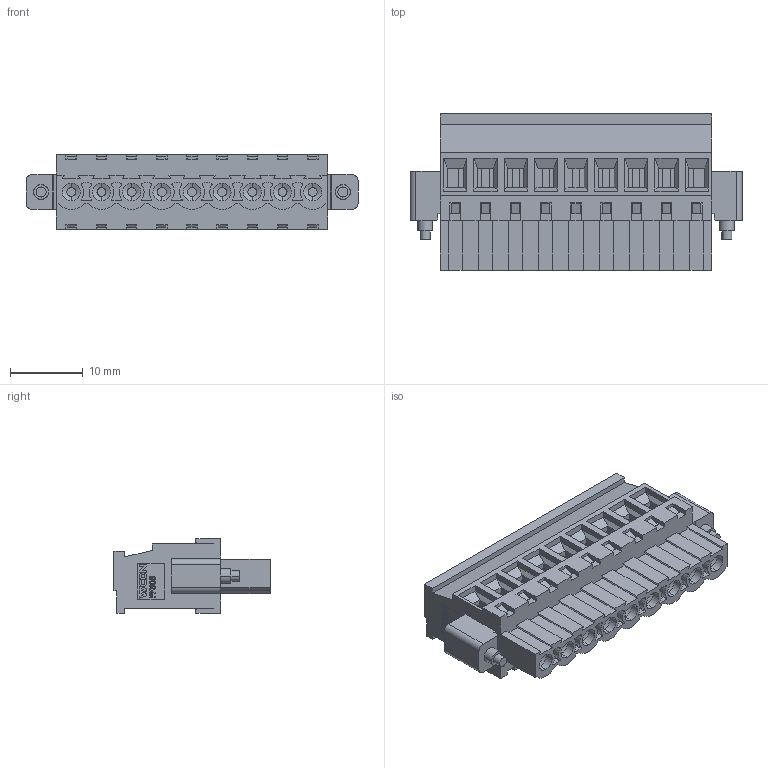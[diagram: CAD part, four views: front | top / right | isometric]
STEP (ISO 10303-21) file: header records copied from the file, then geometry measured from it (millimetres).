
FILE_DESCRIPTION( ('This file contains a STEP AP42 implementation' ,'as created by ZW3D STEP Interface translator.') ,'2;1' );
FILE_NAME( 'PF508-B09ASMW1.stp' ,'231128.144653', (''), ('ZWCAD Software Co.'), 'Version 1.0', 'ZW3D to STEP translator', '' );
FILE_SCHEMA(('AUTOMOTIVE_DESIGN { 1 0 10303 214 1 1 1 1 }'));
Length unit declared in the file: millimetre
Products named in the file (2): 0; PF508-B09ASMW1
Bounding box: 45.61 x 21.47 x 10.28 mm (x, y, z)
Volume: 3169.2 mm3; surface area: 7786.4 mm2
Topology: 1 solids, 10 shells, 1315 faces, 3473 edges, 2207 vertices
Faces by surface type: plane 907, cylinder 277, cone 108, bspline 23
Full cylindrical faces by diameter (mm): 0.458 x1, 0.979 x1
Entity records: 42217 total; most frequent: CARTESIAN_POINT 7983, ORIENTED_EDGE 6929, DIRECTION 6572, EDGE_CURVE 3473, VECTOR 2852, LINE 2852, VERTEX_POINT 2207, AXIS2_PLACEMENT_3D 1860
